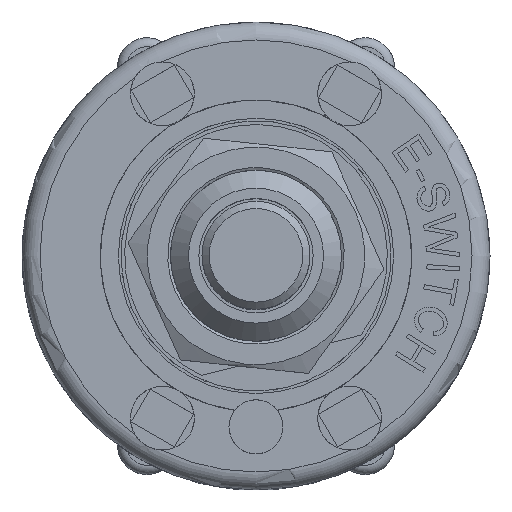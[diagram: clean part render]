
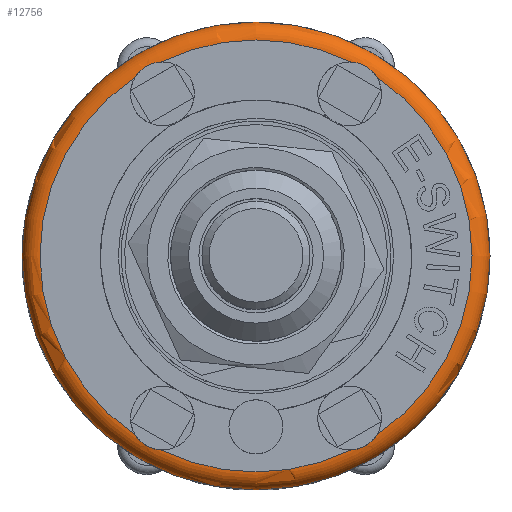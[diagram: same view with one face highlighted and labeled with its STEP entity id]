
A CAD part, top view. The second image highlights one B-rep face of the part: STEP entity #12756.
In plain terms, the highlighted toroidal (fillet/blend) face has major radius 12 mm and minor radius 1 mm.
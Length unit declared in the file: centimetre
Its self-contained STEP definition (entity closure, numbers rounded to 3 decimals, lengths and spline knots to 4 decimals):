
#26=TOROIDAL_SURFACE('',#13394,1.2,0.1);
#651=B_SPLINE_CURVE_WITH_KNOTS('',3,(#22071,#22072,#22073,#22074,#22075,
#22076,#22077,#22078,#22079,#22080,#22081,#22082),.UNSPECIFIED.,.F.,.F.,
(4,2,2,2,2,4),(-0.2692,-0.2446,-0.216,
-0.1921,-0.1645,-0.1357),.UNSPECIFIED.);
#652=B_SPLINE_CURVE_WITH_KNOTS('',3,(#22094,#22095,#22096,#22097,#22098,
#22099,#22100,#22101,#22102,#22103,#22104,#22105),.UNSPECIFIED.,.F.,.F.,
(4,2,2,2,2,4),(-0.2692,-0.2446,-0.216,
-0.1921,-0.1645,-0.1357),.UNSPECIFIED.);
#653=B_SPLINE_CURVE_WITH_KNOTS('',3,(#22122,#22123,#22124,#22125,#22126,
#22127,#22128,#22129,#22130,#22131,#22132,#22133),.UNSPECIFIED.,.F.,.F.,
(4,2,2,2,2,4),(-0.2692,-0.2446,-0.216,
-0.1921,-0.1645,-0.1357),.UNSPECIFIED.);
#654=B_SPLINE_CURVE_WITH_KNOTS('',3,(#22155,#22156,#22157,#22158,#22159,
#22160,#22161,#22162,#22163,#22164,#22165,#22166),.UNSPECIFIED.,.F.,.F.,
(4,2,2,2,2,4),(-0.2692,-0.2446,-0.216,
-0.1921,-0.1645,-0.1357),.UNSPECIFIED.);
#1786=FACE_OUTER_BOUND('',#2547,.T.);
#2547=EDGE_LOOP('',(#11780,#11781,#11782,#11783,#11784,#11785,#11786,#11787,
#11788,#11789,#11790,#11791));
#5354=CIRCLE('',#13347,1.3);
#5381=CIRCLE('',#13395,0.1);
#5382=CIRCLE('',#13396,1.2);
#5383=CIRCLE('',#13397,1.2);
#5384=CIRCLE('',#13398,1.2);
#5385=CIRCLE('',#13399,1.2);
#5386=CIRCLE('',#13400,1.2);
#6552=VERTEX_POINT('',#22033);
#6560=VERTEX_POINT('',#22069);
#6561=VERTEX_POINT('',#22070);
#6564=VERTEX_POINT('',#22092);
#6565=VERTEX_POINT('',#22093);
#6570=VERTEX_POINT('',#22120);
#6571=VERTEX_POINT('',#22121);
#6578=VERTEX_POINT('',#22153);
#6579=VERTEX_POINT('',#22154);
#6582=VERTEX_POINT('',#22176);
#8330=EDGE_CURVE('',#6552,#6552,#5354,.T.);
#8348=EDGE_CURVE('',#6560,#6561,#651,.T.);
#8354=EDGE_CURVE('',#6564,#6565,#652,.T.);
#8362=EDGE_CURVE('',#6570,#6571,#653,.T.);
#8372=EDGE_CURVE('',#6578,#6579,#654,.T.);
#8378=EDGE_CURVE('',#6552,#6582,#5381,.T.);
#8379=EDGE_CURVE('',#6582,#6570,#5382,.T.);
#8380=EDGE_CURVE('',#6571,#6564,#5383,.T.);
#8381=EDGE_CURVE('',#6565,#6560,#5384,.T.);
#8382=EDGE_CURVE('',#6561,#6578,#5385,.T.);
#8383=EDGE_CURVE('',#6579,#6582,#5386,.T.);
#11780=ORIENTED_EDGE('',*,*,#8330,.T.);
#11781=ORIENTED_EDGE('',*,*,#8378,.T.);
#11782=ORIENTED_EDGE('',*,*,#8379,.T.);
#11783=ORIENTED_EDGE('',*,*,#8362,.T.);
#11784=ORIENTED_EDGE('',*,*,#8380,.T.);
#11785=ORIENTED_EDGE('',*,*,#8354,.T.);
#11786=ORIENTED_EDGE('',*,*,#8381,.T.);
#11787=ORIENTED_EDGE('',*,*,#8348,.T.);
#11788=ORIENTED_EDGE('',*,*,#8382,.T.);
#11789=ORIENTED_EDGE('',*,*,#8372,.T.);
#11790=ORIENTED_EDGE('',*,*,#8383,.T.);
#11791=ORIENTED_EDGE('',*,*,#8378,.F.);
#12756=ADVANCED_FACE('',(#1786),#26,.T.);
#13347=AXIS2_PLACEMENT_3D('',#22034,#15816,#15817);
#13394=AXIS2_PLACEMENT_3D('',#22175,#15927,#15928);
#13395=AXIS2_PLACEMENT_3D('',#22177,#15929,#15930);
#13396=AXIS2_PLACEMENT_3D('',#22178,#15931,#15932);
#13397=AXIS2_PLACEMENT_3D('',#22179,#15933,#15934);
#13398=AXIS2_PLACEMENT_3D('',#22180,#15935,#15936);
#13399=AXIS2_PLACEMENT_3D('',#22181,#15937,#15938);
#13400=AXIS2_PLACEMENT_3D('',#22182,#15939,#15940);
#15816=DIRECTION('center_axis',(0.,0.,1.));
#15817=DIRECTION('ref_axis',(-1.,0.,0.));
#15927=DIRECTION('center_axis',(0.,0.,-1.));
#15928=DIRECTION('ref_axis',(-1.,0.,0.));
#15929=DIRECTION('center_axis',(0.,-1.,0.));
#15930=DIRECTION('ref_axis',(1.,0.,0.));
#15931=DIRECTION('center_axis',(0.,0.,-1.));
#15932=DIRECTION('ref_axis',(-1.,0.,0.));
#15933=DIRECTION('center_axis',(0.,0.,-1.));
#15934=DIRECTION('ref_axis',(-1.,0.,0.));
#15935=DIRECTION('center_axis',(0.,0.,-1.));
#15936=DIRECTION('ref_axis',(-1.,0.,0.));
#15937=DIRECTION('center_axis',(0.,0.,-1.));
#15938=DIRECTION('ref_axis',(-1.,0.,0.));
#15939=DIRECTION('center_axis',(0.,0.,-1.));
#15940=DIRECTION('ref_axis',(-1.,0.,0.));
#22033=CARTESIAN_POINT('',(1.3,0.,0.95));
#22034=CARTESIAN_POINT('Origin',(0.,0.,0.95));
#22069=CARTESIAN_POINT('',(-0.67,0.9955,1.05));
#22070=CARTESIAN_POINT('',(-0.5271,1.078,1.05));
#22071=CARTESIAN_POINT('Ctrl Pts',(-0.67,0.9955,
1.05));
#22072=CARTESIAN_POINT('Ctrl Pts',(-0.6646,1.0041,
1.05));
#22073=CARTESIAN_POINT('Ctrl Pts',(-0.6583,1.0124,
1.0498));
#22074=CARTESIAN_POINT('Ctrl Pts',(-0.6428,1.0294,
1.0491));
#22075=CARTESIAN_POINT('Ctrl Pts',(-0.6335,1.0377,
1.0488));
#22076=CARTESIAN_POINT('Ctrl Pts',(-0.615,1.051,1.0484));
#22077=CARTESIAN_POINT('Ctrl Pts',(-0.6061,1.0563,
1.0484));
#22078=CARTESIAN_POINT('Ctrl Pts',(-0.5859,1.0659,1.0487));
#22079=CARTESIAN_POINT('Ctrl Pts',(-0.5747,1.07,1.049));
#22080=CARTESIAN_POINT('Ctrl Pts',(-0.551,1.0759,1.0497));
#22081=CARTESIAN_POINT('Ctrl Pts',(-0.539,1.0775,
1.05));
#22082=CARTESIAN_POINT('Ctrl Pts',(-0.5271,1.078,
1.05));
#22092=CARTESIAN_POINT('',(-0.5271,-1.078,1.05));
#22093=CARTESIAN_POINT('',(-0.67,-0.9955,1.05));
#22094=CARTESIAN_POINT('Ctrl Pts',(-0.5271,-1.078,
1.05));
#22095=CARTESIAN_POINT('Ctrl Pts',(-0.5373,-1.0776,
1.05));
#22096=CARTESIAN_POINT('Ctrl Pts',(-0.5476,-1.0763,
1.0498));
#22097=CARTESIAN_POINT('Ctrl Pts',(-0.5701,-1.0714,1.0491));
#22098=CARTESIAN_POINT('Ctrl Pts',(-0.5819,-1.0675,
1.0488));
#22099=CARTESIAN_POINT('Ctrl Pts',(-0.6027,-1.0581,
1.0484));
#22100=CARTESIAN_POINT('Ctrl Pts',(-0.6117,-1.053,
1.0484));
#22101=CARTESIAN_POINT('Ctrl Pts',(-0.6301,-1.0404,
1.0487));
#22102=CARTESIAN_POINT('Ctrl Pts',(-0.6393,-1.0327,
1.049));
#22103=CARTESIAN_POINT('Ctrl Pts',(-0.6562,-1.0151,
1.0497));
#22104=CARTESIAN_POINT('Ctrl Pts',(-0.6637,-1.0055,
1.05));
#22105=CARTESIAN_POINT('Ctrl Pts',(-0.67,-0.9955,
1.05));
#22120=CARTESIAN_POINT('',(0.67,-0.9955,1.05));
#22121=CARTESIAN_POINT('',(0.5271,-1.078,1.05));
#22122=CARTESIAN_POINT('Ctrl Pts',(0.67,-0.9955,
1.05));
#22123=CARTESIAN_POINT('Ctrl Pts',(0.6646,-1.0041,
1.05));
#22124=CARTESIAN_POINT('Ctrl Pts',(0.6583,-1.0124,
1.0498));
#22125=CARTESIAN_POINT('Ctrl Pts',(0.6428,-1.0294,
1.0491));
#22126=CARTESIAN_POINT('Ctrl Pts',(0.6335,-1.0377,
1.0488));
#22127=CARTESIAN_POINT('Ctrl Pts',(0.615,-1.051,
1.0484));
#22128=CARTESIAN_POINT('Ctrl Pts',(0.6061,-1.0563,
1.0484));
#22129=CARTESIAN_POINT('Ctrl Pts',(0.5859,-1.0659,1.0487));
#22130=CARTESIAN_POINT('Ctrl Pts',(0.5747,-1.07,1.049));
#22131=CARTESIAN_POINT('Ctrl Pts',(0.551,-1.0759,
1.0497));
#22132=CARTESIAN_POINT('Ctrl Pts',(0.539,-1.0775,
1.05));
#22133=CARTESIAN_POINT('Ctrl Pts',(0.5271,-1.078,
1.05));
#22153=CARTESIAN_POINT('',(0.5271,1.078,1.05));
#22154=CARTESIAN_POINT('',(0.67,0.9955,1.05));
#22155=CARTESIAN_POINT('Ctrl Pts',(0.5271,1.078,1.05));
#22156=CARTESIAN_POINT('Ctrl Pts',(0.5373,1.0776,1.05));
#22157=CARTESIAN_POINT('Ctrl Pts',(0.5476,1.0763,1.0498));
#22158=CARTESIAN_POINT('Ctrl Pts',(0.5701,1.0714,1.0491));
#22159=CARTESIAN_POINT('Ctrl Pts',(0.5819,1.0675,1.0488));
#22160=CARTESIAN_POINT('Ctrl Pts',(0.6027,1.0581,1.0484));
#22161=CARTESIAN_POINT('Ctrl Pts',(0.6117,1.053,1.0484));
#22162=CARTESIAN_POINT('Ctrl Pts',(0.6301,1.0404,1.0487));
#22163=CARTESIAN_POINT('Ctrl Pts',(0.6393,1.0327,1.049));
#22164=CARTESIAN_POINT('Ctrl Pts',(0.6562,1.0151,1.0497));
#22165=CARTESIAN_POINT('Ctrl Pts',(0.6637,1.0055,1.05));
#22166=CARTESIAN_POINT('Ctrl Pts',(0.67,0.9955,
1.05));
#22175=CARTESIAN_POINT('Origin',(0.,0.,0.95));
#22176=CARTESIAN_POINT('',(1.2,0.,1.05));
#22177=CARTESIAN_POINT('Origin',(1.2,0.,0.95));
#22178=CARTESIAN_POINT('Origin',(0.,0.,1.05));
#22179=CARTESIAN_POINT('Origin',(0.,0.,1.05));
#22180=CARTESIAN_POINT('Origin',(0.,0.,1.05));
#22181=CARTESIAN_POINT('Origin',(0.,0.,1.05));
#22182=CARTESIAN_POINT('Origin',(0.,0.,1.05));
